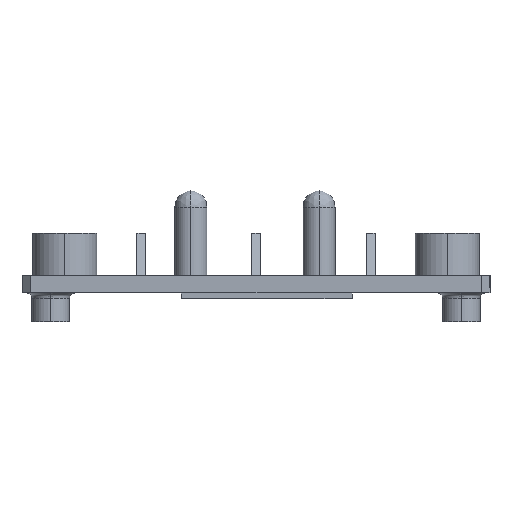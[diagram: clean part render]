
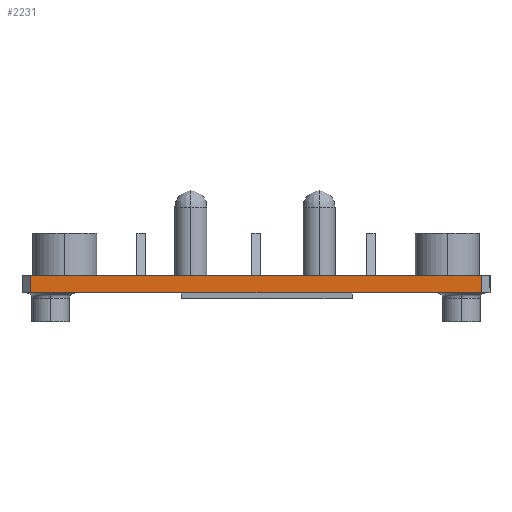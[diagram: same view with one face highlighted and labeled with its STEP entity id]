
A CAD part, left-side view. The second image highlights one B-rep face of the part: STEP entity #2231.
In plain terms, the highlighted planar face has unit normal (-1, 0, 0).
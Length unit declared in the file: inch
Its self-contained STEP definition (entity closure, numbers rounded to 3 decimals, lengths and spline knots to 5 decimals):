
#146=CARTESIAN_POINT(' ',(0.,0.05,0.1));
#151=DIRECTION(' ',(0.,1.,0.));
#156=VECTOR(' ',#151,1.);
#161=LINE('',#146,#156);
#166=CARTESIAN_POINT(' ',(0.,0.05,0.1));
#167=VERTEX_POINT(' ',#166);
#171=CARTESIAN_POINT(' ',(0.,2.688,0.1));
#172=VERTEX_POINT(' ',#171);
#176=EDGE_CURVE(' ',#167,#172,#161,.T.);
#2091=DIRECTION(' ',(-1.,0.,0.));
#2096=CARTESIAN_POINT(' ',(0.,0.05,0.));
#2101=DIRECTION(' ',(0.,-0.,1.));
#2106=AXIS2_PLACEMENT_3D(' ',#2096,#2091,#2101);
#2111=PLANE('',#2106);
#2116=CARTESIAN_POINT(' ',(0.,2.688,0.));
#2121=DIRECTION(' ',(0.,-1.,0.));
#2126=VECTOR(' ',#2121,1.);
#2131=LINE('',#2116,#2126);
#2136=CARTESIAN_POINT(' ',(0.,2.688,0.));
#2137=VERTEX_POINT(' ',#2136);
#2141=CARTESIAN_POINT(' ',(0.,0.05,0.));
#2142=VERTEX_POINT(' ',#2141);
#2146=EDGE_CURVE(' ',#2137,#2142,#2131,.T.);
#2151=ORIENTED_EDGE(' ',*,*,#2146,.T.);
#2156=CARTESIAN_POINT(' ',(0.,0.05,0.));
#2161=DIRECTION(' ',(0.,0.,1.));
#2166=VECTOR(' ',#2161,1.);
#2171=LINE('',#2156,#2166);
#2176=EDGE_CURVE(' ',#2142,#167,#2171,.T.);
#2181=ORIENTED_EDGE(' ',*,*,#2176,.T.);
#2186=ORIENTED_EDGE(' ',*,*,#176,.T.);
#2191=CARTESIAN_POINT(' ',(0.,2.688,0.1));
#2196=DIRECTION(' ',(0.,0.,-1.));
#2201=VECTOR(' ',#2196,1.);
#2206=LINE('',#2191,#2201);
#2211=EDGE_CURVE(' ',#172,#2137,#2206,.T.);
#2216=ORIENTED_EDGE(' ',*,*,#2211,.T.);
#2221=EDGE_LOOP(' ',(#2151,#2181,#2186,#2216));
#2226=FACE_OUTER_BOUND(' ',#2221,.T.);
#2231=ADVANCED_FACE('',(#2226),#2111,.T.);
